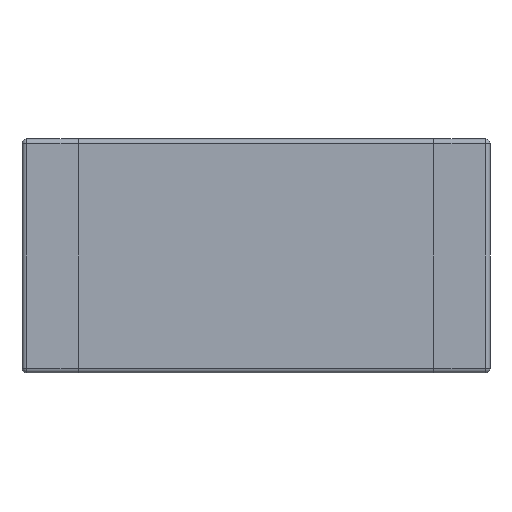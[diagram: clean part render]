
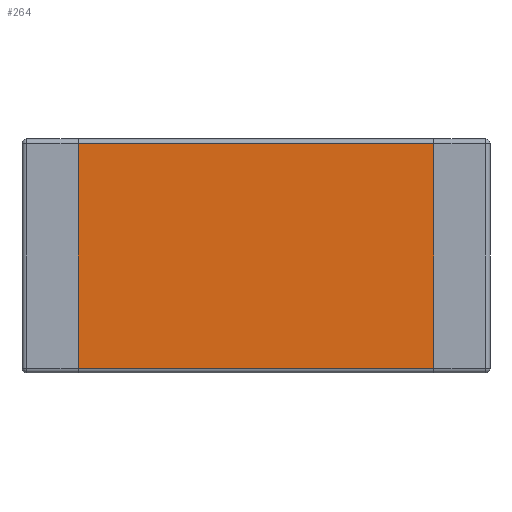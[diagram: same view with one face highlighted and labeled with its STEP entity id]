
A CAD part, front view. The second image highlights one B-rep face of the part: STEP entity #264.
In plain terms, the highlighted planar face has unit normal (0, -1, 0).
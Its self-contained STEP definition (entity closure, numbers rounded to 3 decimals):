
#44 = VERTEX_POINT ( 'NONE', #497 ) ;
#118 = VERTEX_POINT ( 'NONE', #728 ) ;
#187 = EDGE_LOOP ( 'NONE', ( #188, #189, #191, #192 ) ) ;
#188 = ORIENTED_EDGE ( 'NONE', *, *, #327, .F. ) ;
#189 = ORIENTED_EDGE ( 'NONE', *, *, #190, .T. ) ;
#190 = EDGE_CURVE ( 'NONE', #334, #323, #1009, .T. ) ;
#191 = ORIENTED_EDGE ( 'NONE', *, *, #322, .F. ) ;
#192 = ORIENTED_EDGE ( 'NONE', *, *, #193, .T. ) ;
#193 = EDGE_CURVE ( 'NONE', #44, #118, #1004, .T. ) ;
#264 = ADVANCED_FACE ( 'NONE', ( #1250 ), #1293, .T. ) ;
#322 = EDGE_CURVE ( 'NONE', #44, #323, #1411, .T. ) ;
#323 = VERTEX_POINT ( 'NONE', #1407 ) ;
#327 = EDGE_CURVE ( 'NONE', #334, #118, #1450, .T. ) ;
#334 = VERTEX_POINT ( 'NONE', #1484 ) ;
#497 = CARTESIAN_POINT ( 'NONE',  ( 1.9, 0., 1.2 ) ) ;
#728 = CARTESIAN_POINT ( 'NONE',  ( -1.9, 0., 1.2 ) ) ;
#1001 = DIRECTION ( 'NONE',  ( -1., 0., 0. ) ) ;
#1002 = VECTOR ( 'NONE', #1001, 1000. ) ;
#1003 = CARTESIAN_POINT ( 'NONE',  ( -2.5, 0., 1.2 ) ) ;
#1004 = LINE ( 'NONE', #1003, #1002 ) ;
#1006 = DIRECTION ( 'NONE',  ( 1., 0., 0. ) ) ;
#1007 = VECTOR ( 'NONE', #1006, 1000. ) ;
#1008 = CARTESIAN_POINT ( 'NONE',  ( 2.5, 0., -1.2 ) ) ;
#1009 = LINE ( 'NONE', #1008, #1007 ) ;
#1250 = FACE_OUTER_BOUND ( 'NONE', #187, .T. ) ;
#1287 = DIRECTION ( 'NONE',  ( 0., 0., -1. ) ) ;
#1288 = DIRECTION ( 'NONE',  ( 0., -1., 0. ) ) ;
#1289 = CARTESIAN_POINT ( 'NONE',  ( 2.5, 0., -1.25 ) ) ;
#1290 = AXIS2_PLACEMENT_3D ( 'NONE', #1289, #1288, #1287 ) ;
#1293 = PLANE ( 'NONE',  #1290 ) ;
#1407 = CARTESIAN_POINT ( 'NONE',  ( 1.9, 0., -1.2 ) ) ;
#1408 = DIRECTION ( 'NONE',  ( 0., 0., -1. ) ) ;
#1409 = VECTOR ( 'NONE', #1408, 1000. ) ;
#1410 = CARTESIAN_POINT ( 'NONE',  ( 1.9, 0., -1.25 ) ) ;
#1411 = LINE ( 'NONE', #1410, #1409 ) ;
#1447 = DIRECTION ( 'NONE',  ( 0., 0., 1. ) ) ;
#1448 = VECTOR ( 'NONE', #1447, 1000. ) ;
#1449 = CARTESIAN_POINT ( 'NONE',  ( -1.9, 0., -1.25 ) ) ;
#1450 = LINE ( 'NONE', #1449, #1448 ) ;
#1484 = CARTESIAN_POINT ( 'NONE',  ( -1.9, 0., -1.2 ) ) ;
